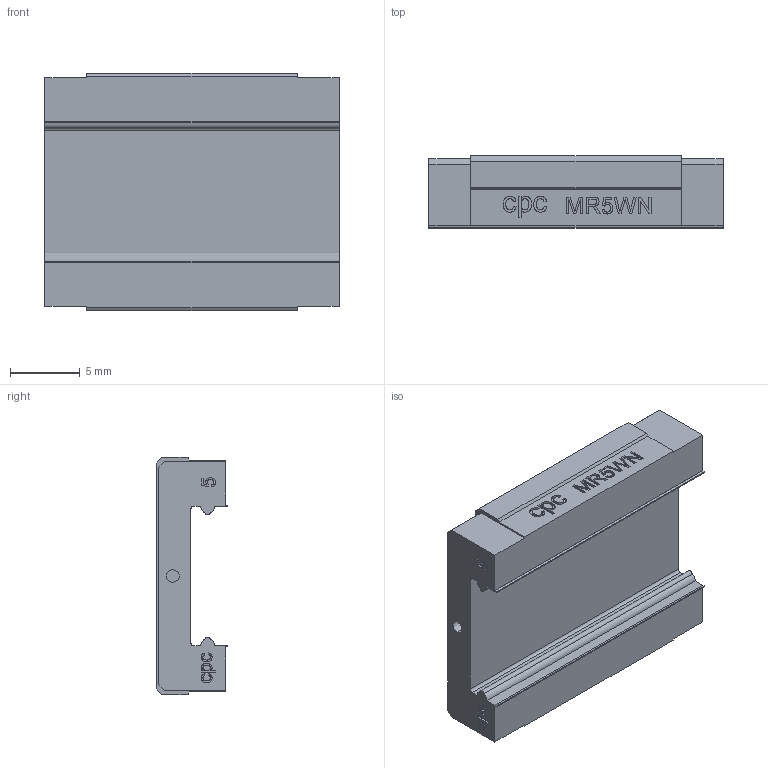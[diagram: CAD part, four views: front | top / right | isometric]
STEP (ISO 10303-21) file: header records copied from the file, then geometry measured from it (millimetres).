
FILE_DESCRIPTION (( 'STEP AP203' ), '1' );
FILE_NAME ('5WN-SU-ZU-block.STEP', '2015-03-05T01:33:47', ( 'cpc' ), ( '' ), 'SwSTEP 2.0', 'SolidWorks 2010', '' );
FILE_SCHEMA (( 'CONFIG_CONTROL_DESIGN' ));
Length unit declared in the file: millimetre
Products named in the file (1): 5WN-SU-ZU-block
Bounding box: 21.1 x 5.15 x 17 mm (x, y, z)
Volume: 1178.2 mm3; surface area: 1291.3 mm2
Topology: 1 solids, 1 shells, 439 faces, 1187 edges, 782 vertices
Faces by surface type: plane 230, bspline 164, cylinder 29, cone 16
Entity records: 27928 total; most frequent: CARTESIAN_POINT 17917, ORIENTED_EDGE 2358, DIRECTION 1469, EDGE_CURVE 1179, LINE 785, VECTOR 785, VERTEX_POINT 782, EDGE_LOOP 479
